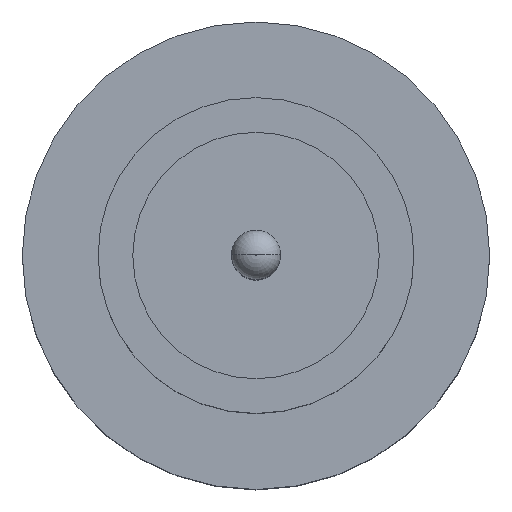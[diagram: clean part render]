
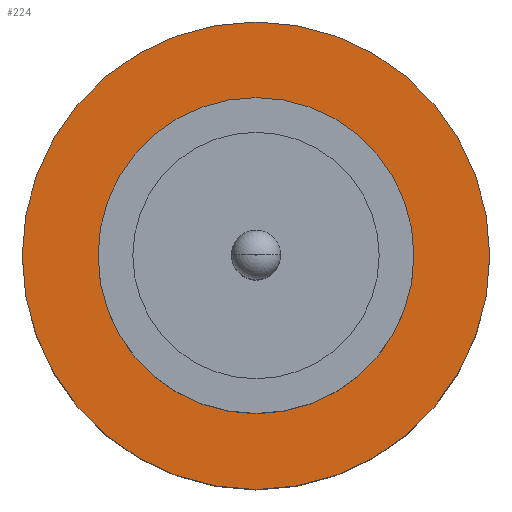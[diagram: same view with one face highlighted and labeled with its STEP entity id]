
A CAD part, top view. The second image highlights one B-rep face of the part: STEP entity #224.
In plain terms, the highlighted planar face has unit normal (0, 0, 1).
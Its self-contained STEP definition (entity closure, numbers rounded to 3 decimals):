
#6 = AXIS2_PLACEMENT_3D ( 'NONE', #601, #294, #110 ) ;
#18 = FACE_OUTER_BOUND ( 'NONE', #113, .T. ) ;
#39 = CARTESIAN_POINT ( 'NONE',  ( 0., 0., 1.55 ) ) ;
#45 = CIRCLE ( 'NONE', #6, 1.85 ) ;
#98 = CARTESIAN_POINT ( 'NONE',  ( 0., 0., 1.55 ) ) ;
#103 = EDGE_LOOP ( 'NONE', ( #808, #194 ) ) ;
#108 = EDGE_CURVE ( 'NONE', #642, #310, #621, .T. ) ;
#110 = DIRECTION ( 'NONE',  ( 1., 0., 0. ) ) ;
#113 = EDGE_LOOP ( 'NONE', ( #747, #137 ) ) ;
#137 = ORIENTED_EDGE ( 'NONE', *, *, #358, .T. ) ;
#143 = DIRECTION ( 'NONE',  ( 0., 0., 1. ) ) ;
#148 = AXIS2_PLACEMENT_3D ( 'NONE', #98, #209, #547 ) ;
#163 = FACE_BOUND ( 'NONE', #103, .T. ) ;
#194 = ORIENTED_EDGE ( 'NONE', *, *, #383, .F. ) ;
#207 = DIRECTION ( 'NONE',  ( 1., 0., 0. ) ) ;
#209 = DIRECTION ( 'NONE',  ( 0., 0., 1. ) ) ;
#224 = ADVANCED_FACE ( 'NONE', ( #163, #18 ), #533, .T. ) ;
#235 = EDGE_CURVE ( 'NONE', #758, #259, #45, .T. ) ;
#259 = VERTEX_POINT ( 'NONE', #556 ) ;
#262 = AXIS2_PLACEMENT_3D ( 'NONE', #39, #589, #207 ) ;
#264 = DIRECTION ( 'NONE',  ( 1., 0., 0. ) ) ;
#294 = DIRECTION ( 'NONE',  ( 0., 0., 1. ) ) ;
#310 = VERTEX_POINT ( 'NONE', #613 ) ;
#314 = AXIS2_PLACEMENT_3D ( 'NONE', #585, #658, #715 ) ;
#358 = EDGE_CURVE ( 'NONE', #259, #758, #401, .T. ) ;
#380 = CARTESIAN_POINT ( 'NONE',  ( 1.25, 0., 1.55 ) ) ;
#383 = EDGE_CURVE ( 'NONE', #310, #642, #561, .T. ) ;
#401 = CIRCLE ( 'NONE', #807, 1.85 ) ;
#533 = PLANE ( 'NONE',  #148 ) ;
#540 = CARTESIAN_POINT ( 'NONE',  ( -1.85, 0., 1.55 ) ) ;
#547 = DIRECTION ( 'NONE',  ( 1., 0., 0. ) ) ;
#556 = CARTESIAN_POINT ( 'NONE',  ( 1.85, 0., 1.55 ) ) ;
#561 = CIRCLE ( 'NONE', #262, 1.25 ) ;
#585 = CARTESIAN_POINT ( 'NONE',  ( 0., 0., 1.55 ) ) ;
#589 = DIRECTION ( 'NONE',  ( 0., 0., 1. ) ) ;
#601 = CARTESIAN_POINT ( 'NONE',  ( 0., 0., 1.55 ) ) ;
#613 = CARTESIAN_POINT ( 'NONE',  ( -1.25, 0., 1.55 ) ) ;
#621 = CIRCLE ( 'NONE', #314, 1.25 ) ;
#642 = VERTEX_POINT ( 'NONE', #380 ) ;
#658 = DIRECTION ( 'NONE',  ( 0., 0., 1. ) ) ;
#715 = DIRECTION ( 'NONE',  ( 1., 0., 0. ) ) ;
#747 = ORIENTED_EDGE ( 'NONE', *, *, #235, .T. ) ;
#758 = VERTEX_POINT ( 'NONE', #540 ) ;
#783 = CARTESIAN_POINT ( 'NONE',  ( 0., 0., 1.55 ) ) ;
#807 = AXIS2_PLACEMENT_3D ( 'NONE', #783, #143, #264 ) ;
#808 = ORIENTED_EDGE ( 'NONE', *, *, #108, .F. ) ;
